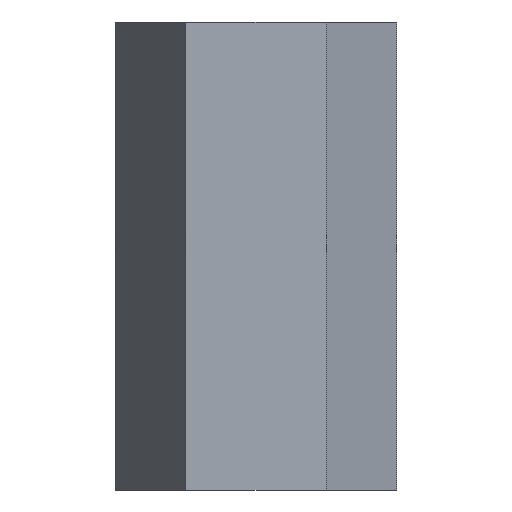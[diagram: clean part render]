
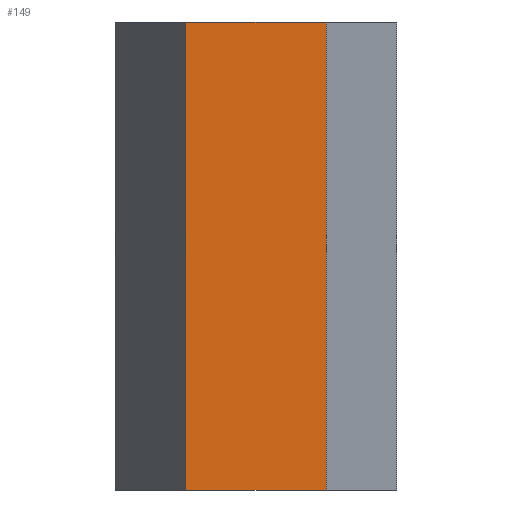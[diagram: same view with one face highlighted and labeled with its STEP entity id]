
A CAD part, front view. The second image highlights one B-rep face of the part: STEP entity #149.
In plain terms, the highlighted planar face has unit normal (0, -1, 0).
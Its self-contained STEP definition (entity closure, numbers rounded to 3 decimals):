
#34 = DIRECTION ( 'NONE',  ( 0., 1., 0. ) ) ;
#47 = EDGE_LOOP ( 'NONE', ( #334, #1050, #1073, #539 ) ) ;
#130 = CARTESIAN_POINT ( 'NONE',  ( 6.928, -12., -23. ) ) ;
#149 = ADVANCED_FACE ( 'NONE', ( #439 ), #930, .F. ) ;
#189 = CARTESIAN_POINT ( 'NONE',  ( -6.928, -12., 23. ) ) ;
#195 = EDGE_CURVE ( 'NONE', #1068, #223, #443, .T. ) ;
#218 = VERTEX_POINT ( 'NONE', #130 ) ;
#222 = VECTOR ( 'NONE', #267, 1000. ) ;
#223 = VERTEX_POINT ( 'NONE', #1041 ) ;
#233 = DIRECTION ( 'NONE',  ( 0., 0., 1. ) ) ;
#267 = DIRECTION ( 'NONE',  ( 1., 0., 0. ) ) ;
#277 = VERTEX_POINT ( 'NONE', #752 ) ;
#282 = LINE ( 'NONE', #1274, #521 ) ;
#334 = ORIENTED_EDGE ( 'NONE', *, *, #681, .T. ) ;
#439 = FACE_OUTER_BOUND ( 'NONE', #47, .T. ) ;
#443 = LINE ( 'NONE', #842, #560 ) ;
#521 = VECTOR ( 'NONE', #788, 1000. ) ;
#539 = ORIENTED_EDGE ( 'NONE', *, *, #195, .T. ) ;
#560 = VECTOR ( 'NONE', #631, 1000. ) ;
#598 = AXIS2_PLACEMENT_3D ( 'NONE', #927, #34, #233 ) ;
#631 = DIRECTION ( 'NONE',  ( 0., 0., -1. ) ) ;
#681 = EDGE_CURVE ( 'NONE', #223, #218, #1276, .T. ) ;
#752 = CARTESIAN_POINT ( 'NONE',  ( 6.928, -12., 23. ) ) ;
#788 = DIRECTION ( 'NONE',  ( 0., 0., -1. ) ) ;
#790 = DIRECTION ( 'NONE',  ( 1., 0., 0. ) ) ;
#842 = CARTESIAN_POINT ( 'NONE',  ( -6.928, -12., 23. ) ) ;
#909 = CARTESIAN_POINT ( 'NONE',  ( -6.928, -12., -23. ) ) ;
#927 = CARTESIAN_POINT ( 'NONE',  ( -6.928, -12., 23. ) ) ;
#930 = PLANE ( 'NONE',  #598 ) ;
#1020 = EDGE_CURVE ( 'NONE', #1068, #277, #1084, .T. ) ;
#1041 = CARTESIAN_POINT ( 'NONE',  ( -6.928, -12., -23. ) ) ;
#1050 = ORIENTED_EDGE ( 'NONE', *, *, #1213, .F. ) ;
#1052 = VECTOR ( 'NONE', #790, 1000. ) ;
#1068 = VERTEX_POINT ( 'NONE', #1252 ) ;
#1073 = ORIENTED_EDGE ( 'NONE', *, *, #1020, .F. ) ;
#1084 = LINE ( 'NONE', #189, #222 ) ;
#1213 = EDGE_CURVE ( 'NONE', #277, #218, #282, .T. ) ;
#1252 = CARTESIAN_POINT ( 'NONE',  ( -6.928, -12., 23. ) ) ;
#1274 = CARTESIAN_POINT ( 'NONE',  ( 6.928, -12., 23. ) ) ;
#1276 = LINE ( 'NONE', #909, #1052 ) ;
